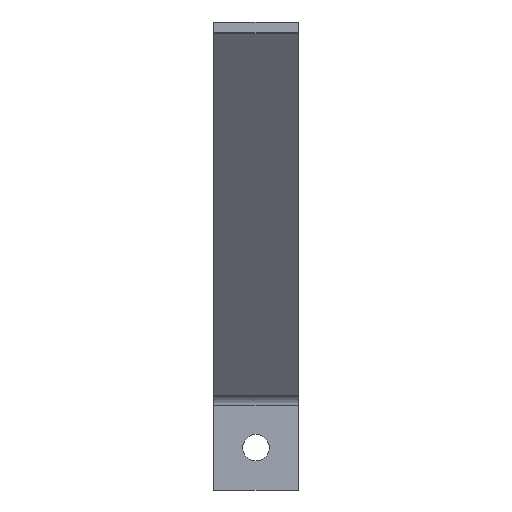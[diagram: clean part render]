
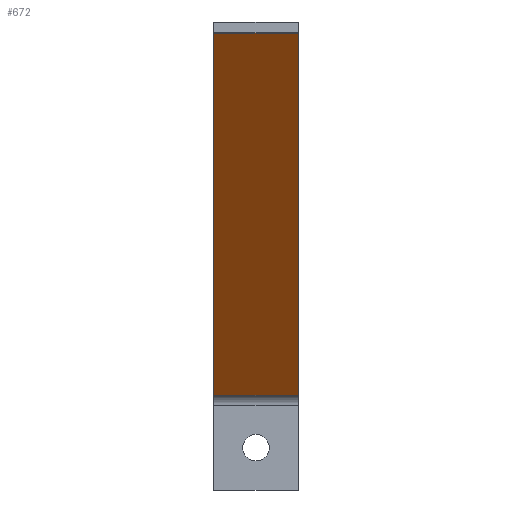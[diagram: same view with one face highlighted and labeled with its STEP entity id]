
A CAD part, front view. The second image highlights one B-rep face of the part: STEP entity #672.
In plain terms, the highlighted planar face has unit normal (0, -0.342, -0.94).
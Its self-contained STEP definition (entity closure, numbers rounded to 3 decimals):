
#14 = DIRECTION ( 'NONE',  ( 0., -0.94, 0.342 ) ) ;
#16 = DIRECTION ( 'NONE',  ( 0., 0.342, 0.94 ) ) ;
#34 = PLANE ( 'NONE',  #748 ) ;
#60 = EDGE_CURVE ( 'NONE', #534, #532, #399, .T. ) ;
#66 = CARTESIAN_POINT ( 'NONE',  ( 20., 511.71, -176.301 ) ) ;
#73 = CARTESIAN_POINT ( 'NONE',  ( 20., 511.71, -176.301 ) ) ;
#80 = EDGE_CURVE ( 'NONE', #532, #708, #474, .T. ) ;
#82 = DIRECTION ( 'NONE',  ( -1., 0., 0. ) ) ;
#85 = CARTESIAN_POINT ( 'NONE',  ( 20., 41.71, -5.301 ) ) ;
#122 = EDGE_LOOP ( 'NONE', ( #531, #770, #465, #756 ) ) ;
#215 = CARTESIAN_POINT ( 'NONE',  ( -20., 41.71, -5.301 ) ) ;
#227 = LINE ( 'NONE', #73, #296 ) ;
#230 = VECTOR ( 'NONE', #577, 1000. ) ;
#269 = CARTESIAN_POINT ( 'NONE',  ( -20., 41.71, -5.301 ) ) ;
#296 = VECTOR ( 'NONE', #741, 1000. ) ;
#399 = LINE ( 'NONE', #625, #485 ) ;
#401 = LINE ( 'NONE', #585, #230 ) ;
#402 = FACE_OUTER_BOUND ( 'NONE', #122, .T. ) ;
#418 = CARTESIAN_POINT ( 'NONE',  ( -20., 511.71, -176.301 ) ) ;
#465 = ORIENTED_EDGE ( 'NONE', *, *, #606, .F. ) ;
#474 = LINE ( 'NONE', #215, #766 ) ;
#485 = VECTOR ( 'NONE', #82, 1000. ) ;
#531 = ORIENTED_EDGE ( 'NONE', *, *, #80, .T. ) ;
#532 = VERTEX_POINT ( 'NONE', #269 ) ;
#534 = VERTEX_POINT ( 'NONE', #673 ) ;
#552 = VERTEX_POINT ( 'NONE', #66 ) ;
#577 = DIRECTION ( 'NONE',  ( 0., 0.94, -0.342 ) ) ;
#585 = CARTESIAN_POINT ( 'NONE',  ( 20., 41.71, -5.301 ) ) ;
#606 = EDGE_CURVE ( 'NONE', #534, #552, #401, .T. ) ;
#625 = CARTESIAN_POINT ( 'NONE',  ( 20., 41.71, -5.301 ) ) ;
#650 = DIRECTION ( 'NONE',  ( 0., 0.94, -0.342 ) ) ;
#672 = ADVANCED_FACE ( 'NONE', ( #402 ), #34, .F. ) ;
#673 = CARTESIAN_POINT ( 'NONE',  ( 20., 41.71, -5.301 ) ) ;
#708 = VERTEX_POINT ( 'NONE', #418 ) ;
#714 = EDGE_CURVE ( 'NONE', #552, #708, #227, .T. ) ;
#741 = DIRECTION ( 'NONE',  ( -1., 0., 0. ) ) ;
#748 = AXIS2_PLACEMENT_3D ( 'NONE', #85, #16, #14 ) ;
#756 = ORIENTED_EDGE ( 'NONE', *, *, #60, .T. ) ;
#766 = VECTOR ( 'NONE', #650, 1000. ) ;
#770 = ORIENTED_EDGE ( 'NONE', *, *, #714, .F. ) ;
